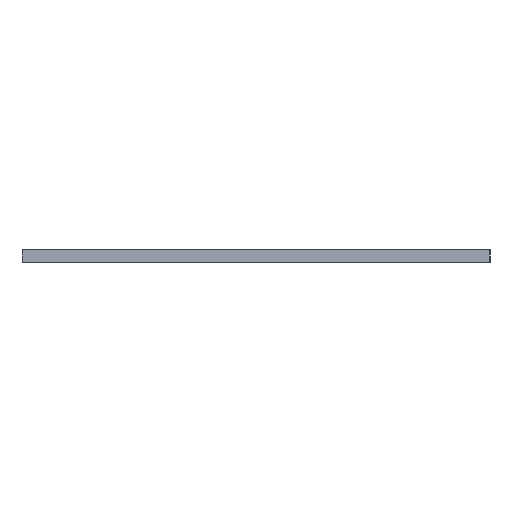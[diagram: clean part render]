
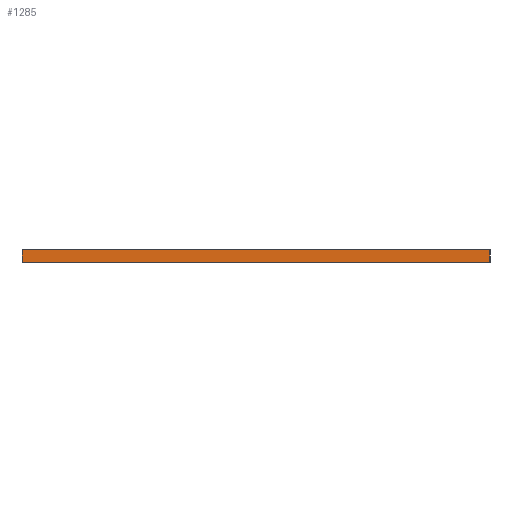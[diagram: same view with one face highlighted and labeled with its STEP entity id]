
A CAD part, left-side view. The second image highlights one B-rep face of the part: STEP entity #1285.
In plain terms, the highlighted planar face has unit normal (-1, 0, 0).
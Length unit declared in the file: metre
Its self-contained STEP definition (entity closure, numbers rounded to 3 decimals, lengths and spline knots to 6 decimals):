
#16=LINE('',#2166,#28);
#22=LINE('',#2179,#34);
#23=LINE('',#2181,#35);
#26=LINE('',#2187,#38);
#28=VECTOR('',#1845,1.);
#34=VECTOR('',#1853,1.);
#35=VECTOR('',#1856,1.);
#38=VECTOR('',#1861,1.);
#43=PLANE('',#1483);
#294=ORIENTED_EDGE('',*,*,#434,.T.);
#295=ORIENTED_EDGE('',*,*,#430,.T.);
#296=ORIENTED_EDGE('',*,*,#424,.F.);
#297=ORIENTED_EDGE('',*,*,#431,.F.);
#424=EDGE_CURVE('',#554,#555,#16,.T.);
#430=EDGE_CURVE('',#559,#555,#22,.T.);
#431=EDGE_CURVE('',#560,#554,#23,.T.);
#434=EDGE_CURVE('',#560,#559,#26,.T.);
#554=VERTEX_POINT('',#2167);
#555=VERTEX_POINT('',#2168);
#559=VERTEX_POINT('',#2177);
#560=VERTEX_POINT('',#2182);
#919=EDGE_LOOP('',(#294,#295,#296,#297));
#1161=FACE_BOUND('',#919,.T.);
#1285=ADVANCED_FACE('',(#1161),#43,.T.);
#1483=AXIS2_PLACEMENT_3D('',#2186,#1859,#1860);
#1845=DIRECTION('',(0.,0.,1.));
#1853=DIRECTION('',(0.,1.,0.));
#1856=DIRECTION('',(0.,1.,0.));
#1859=DIRECTION('',(-1.,0.,0.));
#1860=DIRECTION('',(0.,1.,0.));
#1861=DIRECTION('',(0.,0.,1.));
#2166=CARTESIAN_POINT('',(0.09185,-0.07375,0.));
#2167=CARTESIAN_POINT('',(0.09185,-0.07375,0.));
#2168=CARTESIAN_POINT('',(0.09185,-0.07375,0.00151));
#2177=CARTESIAN_POINT('',(0.09185,-0.1313,0.00151));
#2179=CARTESIAN_POINT('',(0.09185,-0.1313,0.00151));
#2181=CARTESIAN_POINT('',(0.09185,-0.1313,0.));
#2182=CARTESIAN_POINT('',(0.09185,-0.1313,0.));
#2186=CARTESIAN_POINT('',(0.09185,-0.1313,0.));
#2187=CARTESIAN_POINT('',(0.09185,-0.1313,0.));
